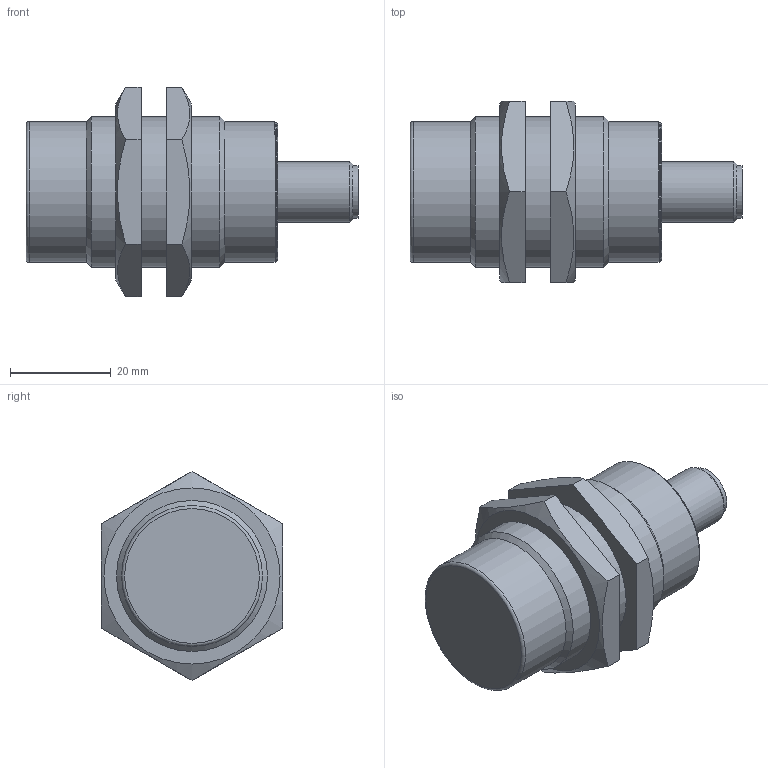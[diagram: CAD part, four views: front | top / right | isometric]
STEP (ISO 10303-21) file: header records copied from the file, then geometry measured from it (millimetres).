
FILE_DESCRIPTION(('FreeCAD Model'),'2;1');
FILE_NAME('DCC_30_M_15_xxK-IBSL.step','2017-03-23T14:44:58' ,('FreeCAD'),('FreeCAD'),'Open CASCADE STEP processor 6.7','FreeCAD', 'Unknown');
FILE_SCHEMA(('AUTOMOTIVE_DESIGN_CC2 { 1 2 10303 214 -1 1 5 4 }'));
Length unit declared in the file: millimetre
Products named in the file (1): DCC_30_M_15_xxK-IBSL
Bounding box: 66 x 36 x 41.57 mm (x, y, z)
Volume: 33386.9 mm3; surface area: 10135.7 mm2
Topology: 1 solids, 2 shells, 57 faces, 106 edges, 69 vertices
Faces by surface type: plane 32, cylinder 17, cone 6, torus 2
Full cylindrical faces by diameter (mm): 1.5 x8, 10.4 x1, 12 x1, 25.2 x1, 27.5 x1, 28 x2, 30 x3
Entity records: 3444 total; most frequent: CARTESIAN_POINT 982, DIRECTION 347, ORIENTED_EDGE 212, PCURVE 212, DEFINITIONAL_REPRESENTATION 212, LINE 123, VECTOR 123, EDGE_CURVE 106
